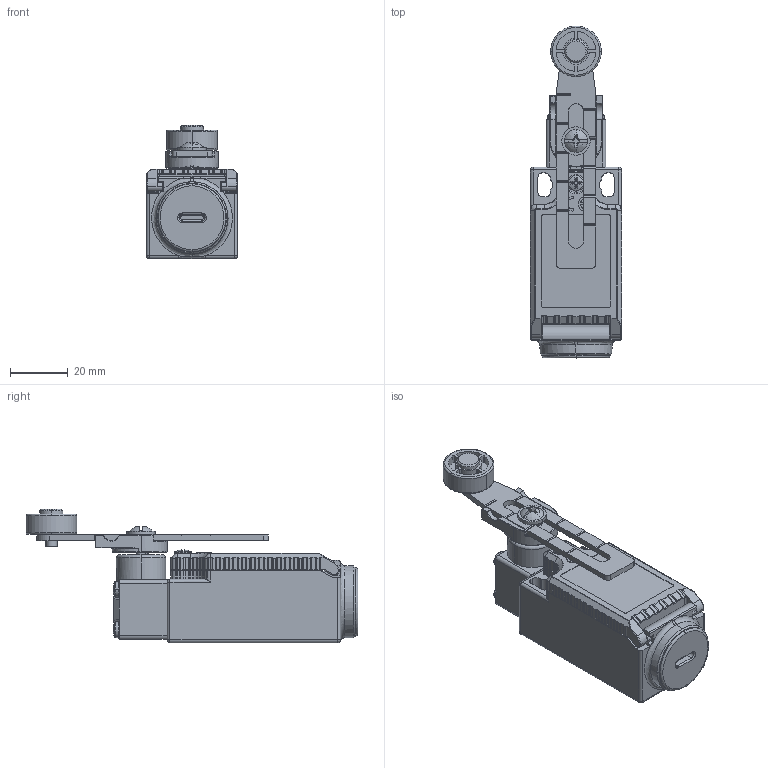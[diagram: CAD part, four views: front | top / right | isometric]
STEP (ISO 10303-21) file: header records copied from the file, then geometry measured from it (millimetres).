
FILE_DESCRIPTION (( 'STEP AP203' ), '1' );
FILE_NAME ('171-LSPS-Adjustable Roller Lever (STEP format).STEP', '2016-11-24T14:49:17', ( '' ), ( '' ), 'SwSTEP 2.0', 'SolidWorks 2015', '' );
FILE_SCHEMA (( 'CONFIG_CONTROL_DESIGN' ));
Products named in the file (1): 171-LSPS-Adjustable Roller Lever (STEP format)
Bounding box: 31.7 x 114.75 x 46.2 mm (x, y, z)
Volume: 32834.4 mm3; surface area: 34544.8 mm2
Topology: 14 solids, 14 shells, 2663 faces, 7275 edges, 4686 vertices
Faces by surface type: plane 1176, cylinder 1120, bspline 218, cone 91, torus 58
Entity records: 104514 total; most frequent: CARTESIAN_POINT 40747, ORIENTED_EDGE 14476, DIRECTION 11845, EDGE_CURVE 7238, VERTEX_POINT 4686, LINE 4145, VECTOR 4145, AXIS2_PLACEMENT_3D 3850
